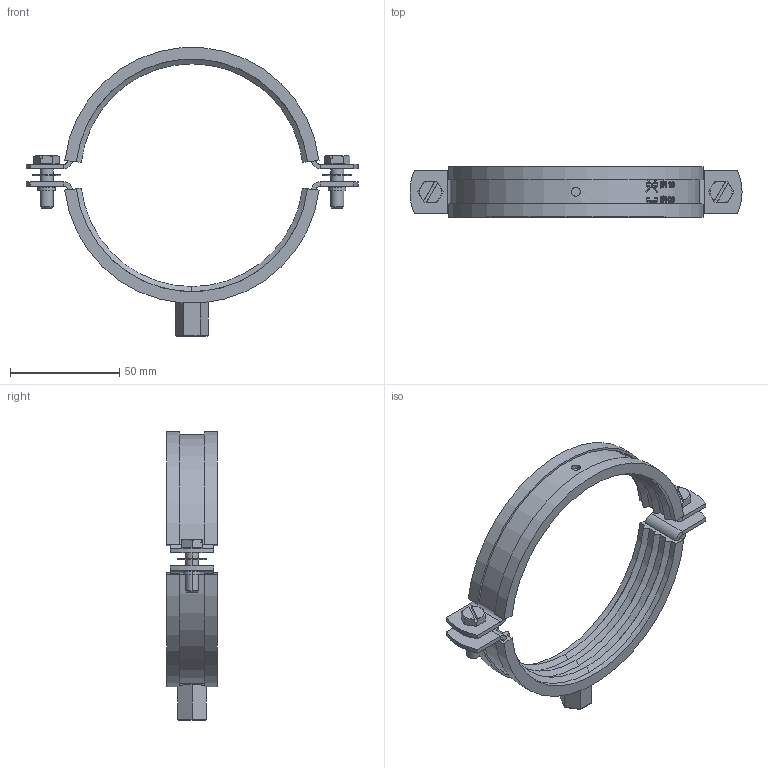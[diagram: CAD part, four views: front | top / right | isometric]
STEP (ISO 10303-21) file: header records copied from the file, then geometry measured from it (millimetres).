
FILE_DESCRIPTION (( 'STEP AP214' ), '1' );
FILE_NAME ('31179100.STEP', '2022-10-27T06:39:07', ( '' ), ( '' ), 'SwSTEP 2.0', 'SolidWorks 2021', '' );
FILE_SCHEMA (( 'AUTOMOTIVE_DESIGN' ));
Length unit declared in the file: millimetre
Products named in the file (8): 9541506020; 9442201841^31179100; 9735013060; 8110130110; 31179100; 8020130110; 9519002599; Clamp^8110130110
Assembly tree (10 placements, depth 3):
  31179100
    8110130110
      Clamp^8110130110
      9519002599
    8020130110
    9541506020  x2
    9735013060  x2
    9442201841^31179100  x2
Bounding box: 151.75 x 23 x 131.88 mm (x, y, z)
Volume: 42823.1 mm3; surface area: 50079.5 mm2
Topology: 9 solids, 9 shells, 516 faces, 1330 edges, 852 vertices
Faces by surface type: bspline 168, plane 159, cylinder 129, cone 48, torus 12
Entity records: 26894 total; most frequent: CARTESIAN_POINT 17283, ORIENTED_EDGE 2262, DIRECTION 1356, EDGE_CURVE 1131, VERTEX_POINT 723, B_SPLINE_CURVE_WITH_KNOTS 563, AXIS2_PLACEMENT_3D 516, EDGE_LOOP 472
